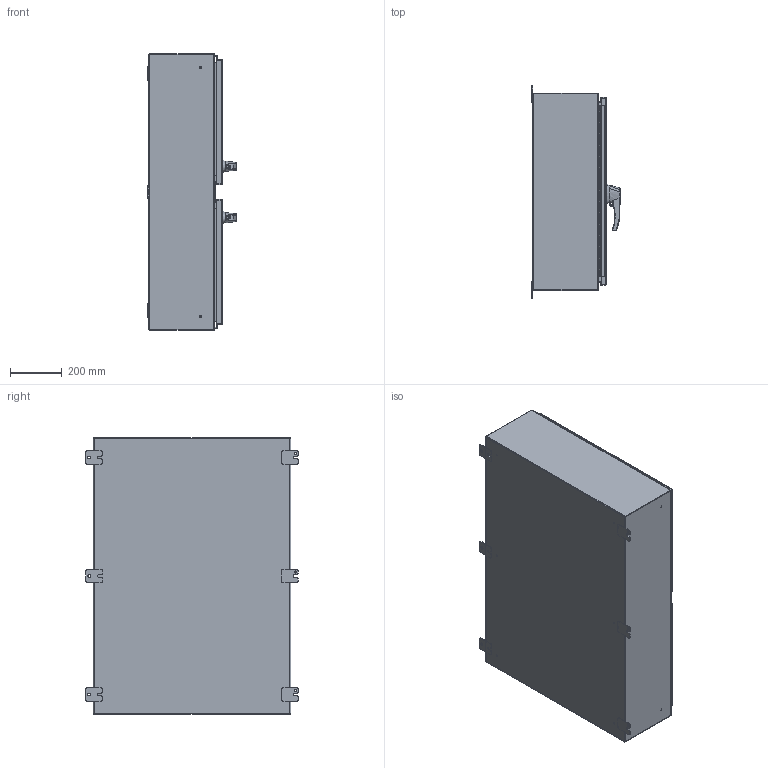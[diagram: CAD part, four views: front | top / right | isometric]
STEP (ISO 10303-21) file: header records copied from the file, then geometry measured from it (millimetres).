
FILE_DESCRIPTION (( 'STEP AP214' ), '1' );
FILE_NAME ('HN4WM304210S16.STEP', '2019-08-28T17:17:35', ( '' ), ( '' ), 'SwSTEP 2.0', 'SolidWorks 2018', '' );
FILE_SCHEMA (( 'AUTOMOTIVE_DESIGN' ));
Length unit declared in the file: inch
Products named in the file (1): HN4WM304210S16
Bounding box: 341 x 819.15 x 1066.8 mm (x, y, z)
Volume: 9786515.5 mm3; surface area: 8036254 mm2
Topology: 112 solids, 114 shells, 2796 faces, 7079 edges, 4558 vertices
Faces by surface type: plane 1313, cylinder 1203, bspline 148, cone 132
Entity records: 134168 total; most frequent: CARTESIAN_POINT 28782, ORIENTED_EDGE 14130, DIRECTION 13963, EDGE_CURVE 7065, AXIS2_PLACEMENT_3D 5051, VERTEX_POINT 4558, LINE 3861, VECTOR 3861
